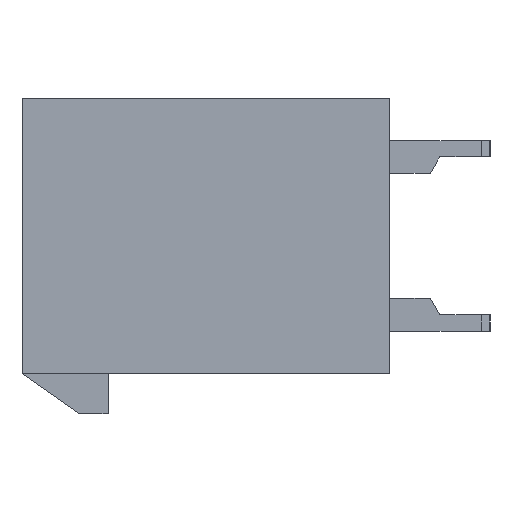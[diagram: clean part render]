
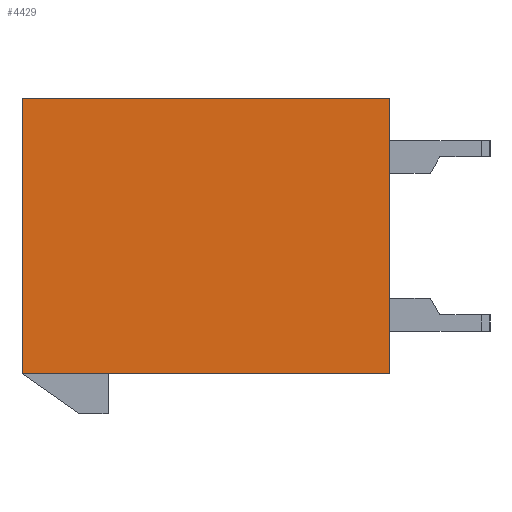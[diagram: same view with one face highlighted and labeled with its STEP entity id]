
A CAD part, left-side view. The second image highlights one B-rep face of the part: STEP entity #4429.
In plain terms, the highlighted planar face has unit normal (-1, 0, 0).
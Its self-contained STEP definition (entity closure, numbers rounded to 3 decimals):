
#204 = ORIENTED_EDGE ( 'NONE', *, *, #4182, .T. ) ;
#207 = DIRECTION ( 'NONE',  ( 0., 0., -1. ) ) ;
#295 = CARTESIAN_POINT ( 'NONE',  ( -25.8, 0., 5.5 ) ) ;
#409 = VERTEX_POINT ( 'NONE', #3879 ) ;
#413 = VERTEX_POINT ( 'NONE', #1391 ) ;
#449 = LINE ( 'NONE', #3817, #2349 ) ;
#665 = DIRECTION ( 'NONE',  ( 0., 0., 1. ) ) ;
#769 = ORIENTED_EDGE ( 'NONE', *, *, #3752, .F. ) ;
#876 = EDGE_LOOP ( 'NONE', ( #204, #769, #2316, #961 ) ) ;
#937 = VECTOR ( 'NONE', #2355, 1000. ) ;
#961 = ORIENTED_EDGE ( 'NONE', *, *, #1694, .T. ) ;
#1060 = CARTESIAN_POINT ( 'NONE',  ( -25.8, 12.8, 5.5 ) ) ;
#1225 = VERTEX_POINT ( 'NONE', #1060 ) ;
#1372 = VECTOR ( 'NONE', #2437, 1000. ) ;
#1391 = CARTESIAN_POINT ( 'NONE',  ( -25.8, 0., 5.5 ) ) ;
#1632 = LINE ( 'NONE', #295, #3149 ) ;
#1685 = CARTESIAN_POINT ( 'NONE',  ( -25.8, 12.8, -4.1 ) ) ;
#1694 = EDGE_CURVE ( 'NONE', #4229, #409, #449, .T. ) ;
#1715 = PLANE ( 'NONE',  #3372 ) ;
#2103 = CARTESIAN_POINT ( 'NONE',  ( -25.8, 12.8, 5.5 ) ) ;
#2316 = ORIENTED_EDGE ( 'NONE', *, *, #4244, .F. ) ;
#2335 = LINE ( 'NONE', #2103, #1372 ) ;
#2349 = VECTOR ( 'NONE', #3088, 1000. ) ;
#2355 = DIRECTION ( 'NONE',  ( 0., 0., 1. ) ) ;
#2437 = DIRECTION ( 'NONE',  ( 0., -1., 0. ) ) ;
#2884 = DIRECTION ( 'NONE',  ( 1., 0., 0. ) ) ;
#3004 = CARTESIAN_POINT ( 'NONE',  ( -25.8, 12.8, 5.5 ) ) ;
#3036 = FACE_OUTER_BOUND ( 'NONE', #876, .T. ) ;
#3088 = DIRECTION ( 'NONE',  ( 0., -1., 0. ) ) ;
#3149 = VECTOR ( 'NONE', #665, 1000. ) ;
#3372 = AXIS2_PLACEMENT_3D ( 'NONE', #4118, #2884, #207 ) ;
#3752 = EDGE_CURVE ( 'NONE', #1225, #413, #2335, .T. ) ;
#3817 = CARTESIAN_POINT ( 'NONE',  ( -25.8, 12.8, -4.1 ) ) ;
#3879 = CARTESIAN_POINT ( 'NONE',  ( -25.8, 0., -4.1 ) ) ;
#4024 = LINE ( 'NONE', #3004, #937 ) ;
#4118 = CARTESIAN_POINT ( 'NONE',  ( -25.8, 12.8, 5.5 ) ) ;
#4182 = EDGE_CURVE ( 'NONE', #409, #413, #1632, .T. ) ;
#4229 = VERTEX_POINT ( 'NONE', #1685 ) ;
#4244 = EDGE_CURVE ( 'NONE', #4229, #1225, #4024, .T. ) ;
#4429 = ADVANCED_FACE ( 'NONE', ( #3036 ), #1715, .F. ) ;
